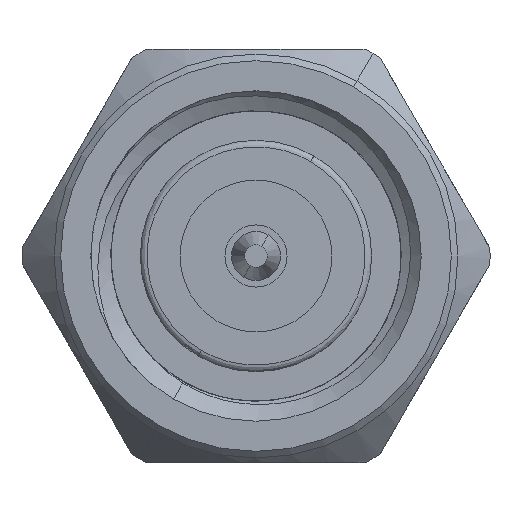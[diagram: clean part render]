
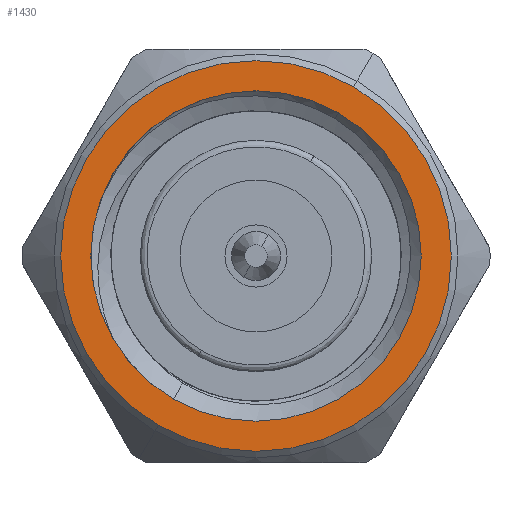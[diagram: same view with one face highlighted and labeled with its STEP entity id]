
A CAD part, left-side view. The second image highlights one B-rep face of the part: STEP entity #1430.
In plain terms, the highlighted planar face has unit normal (-1, 0, 0).
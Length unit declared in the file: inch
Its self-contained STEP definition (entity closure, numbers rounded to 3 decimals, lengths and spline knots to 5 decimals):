
#18 = ORIENTED_EDGE ( 'NONE', *, *, #1930, .F. ) ;
#143 = CARTESIAN_POINT ( 'NONE',  ( 0., 0., 0. ) ) ;
#292 = CARTESIAN_POINT ( 'NONE',  ( 0., -0.0739, 0.12799 ) ) ;
#725 = CIRCLE ( 'NONE', #2493, 0.125 ) ;
#825 = DIRECTION ( 'NONE',  ( 0., -0.5, 0.866 ) ) ;
#874 = DIRECTION ( 'NONE',  ( 0., -0.5, 0.866 ) ) ;
#917 = AXIS2_PLACEMENT_3D ( 'NONE', #1609, #1313, #2572 ) ;
#962 = PLANE ( 'NONE',  #917 ) ;
#1017 = EDGE_LOOP ( 'NONE', ( #1229, #3779 ) ) ;
#1068 = CIRCLE ( 'NONE', #1750, 0.14779 ) ;
#1117 = CARTESIAN_POINT ( 'NONE',  ( 0., 0.0739, -0.12799 ) ) ;
#1223 = DIRECTION ( 'NONE',  ( 0., 0.5, -0.866 ) ) ;
#1229 = ORIENTED_EDGE ( 'NONE', *, *, #3080, .T. ) ;
#1273 = CIRCLE ( 'NONE', #2430, 0.125 ) ;
#1313 = DIRECTION ( 'NONE',  ( 1., 0., 0. ) ) ;
#1422 = CARTESIAN_POINT ( 'NONE',  ( 0., 0.0625, -0.10825 ) ) ;
#1430 = ADVANCED_FACE ( 'NONE', ( #1923, #1563 ), #962, .F. ) ;
#1563 = FACE_BOUND ( 'NONE', #1017, .T. ) ;
#1565 = VERTEX_POINT ( 'NONE', #292 ) ;
#1609 = CARTESIAN_POINT ( 'NONE',  ( 0., 0., 0. ) ) ;
#1750 = AXIS2_PLACEMENT_3D ( 'NONE', #3030, #3011, #2966 ) ;
#1764 = VERTEX_POINT ( 'NONE', #1422 ) ;
#1804 = ORIENTED_EDGE ( 'NONE', *, *, #4181, .F. ) ;
#1818 = CARTESIAN_POINT ( 'NONE',  ( 0., 0., 0. ) ) ;
#1826 = VERTEX_POINT ( 'NONE', #1117 ) ;
#1923 = FACE_OUTER_BOUND ( 'NONE', #2796, .T. ) ;
#1930 = EDGE_CURVE ( 'NONE', #1826, #1565, #2562, .T. ) ;
#2430 = AXIS2_PLACEMENT_3D ( 'NONE', #3807, #3101, #825 ) ;
#2441 = DIRECTION ( 'NONE',  ( 1., 0., 0. ) ) ;
#2443 = EDGE_CURVE ( 'NONE', #1764, #3740, #725, .T. ) ;
#2458 = DIRECTION ( 'NONE',  ( 1., 0., 0. ) ) ;
#2493 = AXIS2_PLACEMENT_3D ( 'NONE', #143, #2458, #874 ) ;
#2562 = CIRCLE ( 'NONE', #3185, 0.14779 ) ;
#2572 = DIRECTION ( 'NONE',  ( 0., 0.5, -0.866 ) ) ;
#2796 = EDGE_LOOP ( 'NONE', ( #18, #1804 ) ) ;
#2966 = DIRECTION ( 'NONE',  ( 0., 0.5, -0.866 ) ) ;
#3011 = DIRECTION ( 'NONE',  ( 1., 0., 0. ) ) ;
#3030 = CARTESIAN_POINT ( 'NONE',  ( 0., 0., 0. ) ) ;
#3080 = EDGE_CURVE ( 'NONE', #3740, #1764, #1273, .T. ) ;
#3101 = DIRECTION ( 'NONE',  ( 1., 0., 0. ) ) ;
#3185 = AXIS2_PLACEMENT_3D ( 'NONE', #1818, #2441, #1223 ) ;
#3205 = CARTESIAN_POINT ( 'NONE',  ( 0., -0.0625, 0.10825 ) ) ;
#3740 = VERTEX_POINT ( 'NONE', #3205 ) ;
#3779 = ORIENTED_EDGE ( 'NONE', *, *, #2443, .T. ) ;
#3807 = CARTESIAN_POINT ( 'NONE',  ( 0., 0., 0. ) ) ;
#4181 = EDGE_CURVE ( 'NONE', #1565, #1826, #1068, .T. ) ;
